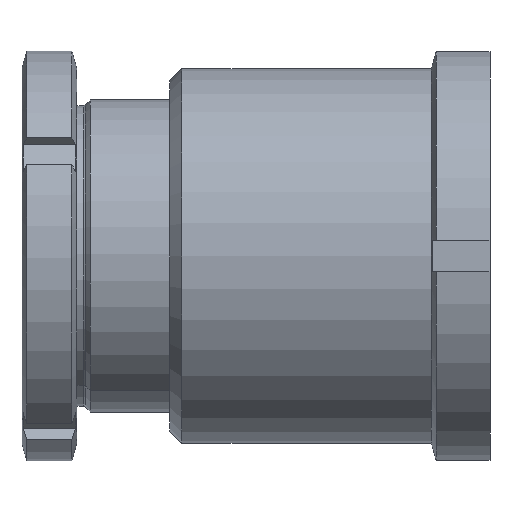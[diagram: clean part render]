
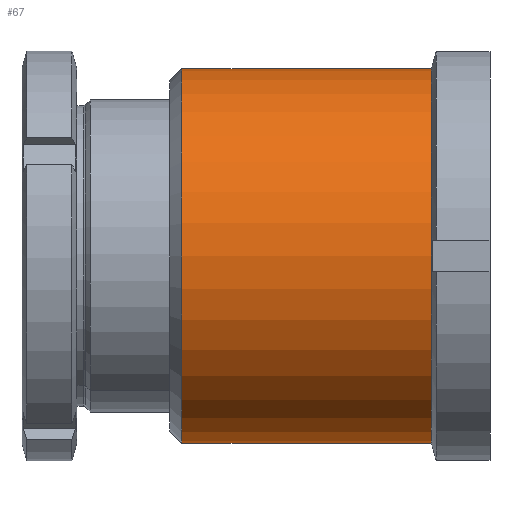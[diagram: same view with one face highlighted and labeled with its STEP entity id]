
A CAD part, left-side view. The second image highlights one B-rep face of the part: STEP entity #67.
In plain terms, the highlighted cylindrical face has radius 48 mm (diameter 96 mm), a partial arc.
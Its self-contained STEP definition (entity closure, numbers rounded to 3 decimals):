
#47 = VERTEX_POINT ( 'NONE', #2805 ) ;
#67 = ADVANCED_FACE ( 'NONE', ( #2408 ), #1305, .T. ) ;
#103 = LINE ( 'NONE', #1505, #483 ) ;
#110 = AXIS2_PLACEMENT_3D ( 'NONE', #390, #239, #2285 ) ;
#134 = VECTOR ( 'NONE', #623, 1000. ) ;
#146 = CARTESIAN_POINT ( 'NONE',  ( 0., -67., 48. ) ) ;
#239 = DIRECTION ( 'NONE',  ( 0., -1., 0. ) ) ;
#260 = EDGE_CURVE ( 'NONE', #2081, #47, #632, .T. ) ;
#274 = VERTEX_POINT ( 'NONE', #146 ) ;
#285 = CARTESIAN_POINT ( 'NONE',  ( 0., -67., -48. ) ) ;
#354 = CARTESIAN_POINT ( 'NONE',  ( 0., 10.447, 0. ) ) ;
#361 = ORIENTED_EDGE ( 'NONE', *, *, #377, .T. ) ;
#377 = EDGE_CURVE ( 'NONE', #2081, #274, #1482, .T. ) ;
#390 = CARTESIAN_POINT ( 'NONE',  ( 0., -3.1, 0. ) ) ;
#483 = VECTOR ( 'NONE', #656, 1000. ) ;
#527 = CARTESIAN_POINT ( 'NONE',  ( 0., -3.1, 48. ) ) ;
#617 = ORIENTED_EDGE ( 'NONE', *, *, #1727, .T. ) ;
#623 = DIRECTION ( 'NONE',  ( 0., 1., 0. ) ) ;
#632 = LINE ( 'NONE', #2419, #134 ) ;
#656 = DIRECTION ( 'NONE',  ( 0., 1., 0. ) ) ;
#817 = AXIS2_PLACEMENT_3D ( 'NONE', #2731, #893, #1355 ) ;
#893 = DIRECTION ( 'NONE',  ( 0., 1., 0. ) ) ;
#1118 = EDGE_LOOP ( 'NONE', ( #1922, #361, #617, #1562 ) ) ;
#1305 = CYLINDRICAL_SURFACE ( 'NONE', #2051, 48. ) ;
#1355 = DIRECTION ( 'NONE',  ( 0., 0., 1. ) ) ;
#1415 = DIRECTION ( 'NONE',  ( 0., 1., 0. ) ) ;
#1482 = CIRCLE ( 'NONE', #817, 48. ) ;
#1505 = CARTESIAN_POINT ( 'NONE',  ( 0., 10.447, 48. ) ) ;
#1562 = ORIENTED_EDGE ( 'NONE', *, *, #2390, .T. ) ;
#1672 = CIRCLE ( 'NONE', #110, 48. ) ;
#1727 = EDGE_CURVE ( 'NONE', #274, #2917, #103, .T. ) ;
#1920 = DIRECTION ( 'NONE',  ( 0., 0., 1. ) ) ;
#1922 = ORIENTED_EDGE ( 'NONE', *, *, #260, .F. ) ;
#2051 = AXIS2_PLACEMENT_3D ( 'NONE', #354, #1415, #1920 ) ;
#2081 = VERTEX_POINT ( 'NONE', #285 ) ;
#2285 = DIRECTION ( 'NONE',  ( 0., 0., -1. ) ) ;
#2390 = EDGE_CURVE ( 'NONE', #2917, #47, #1672, .T. ) ;
#2408 = FACE_OUTER_BOUND ( 'NONE', #1118, .T. ) ;
#2419 = CARTESIAN_POINT ( 'NONE',  ( 0., 10.447, -48. ) ) ;
#2731 = CARTESIAN_POINT ( 'NONE',  ( 0., -67., 0. ) ) ;
#2805 = CARTESIAN_POINT ( 'NONE',  ( 0., -3.1, -48. ) ) ;
#2917 = VERTEX_POINT ( 'NONE', #527 ) ;
